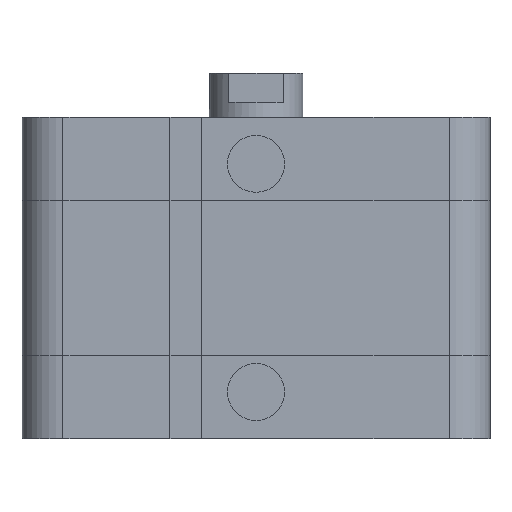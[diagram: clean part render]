
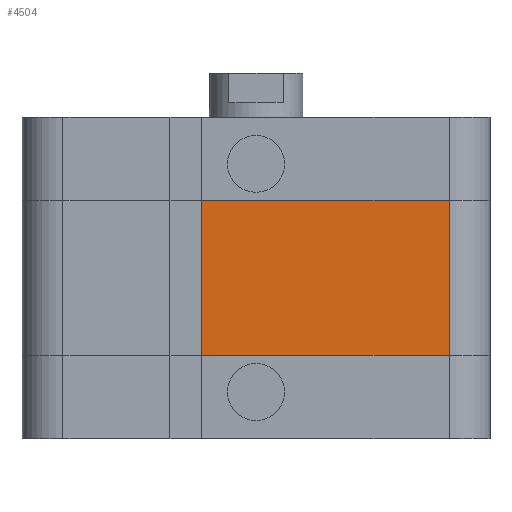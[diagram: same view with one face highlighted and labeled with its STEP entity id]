
A CAD part, left-side view. The second image highlights one B-rep face of the part: STEP entity #4504.
In plain terms, the highlighted planar face has unit normal (-1, 0, 0).
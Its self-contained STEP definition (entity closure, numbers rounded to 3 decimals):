
#216=LINE('',#6660,#776);
#217=LINE('',#6664,#777);
#218=LINE('',#6666,#778);
#219=LINE('',#6667,#779);
#776=VECTOR('',#5423,26.5);
#777=VECTOR('',#5428,42.25);
#778=VECTOR('',#5429,26.5);
#779=VECTOR('',#5430,42.25);
#1213=PLANE('',#4786);
#1495=FACE_OUTER_BOUND('',#1763,.T.);
#1763=EDGE_LOOP('',(#3550,#3551,#3552,#3553));
#2188=VERTEX_POINT('',#6657);
#2189=VERTEX_POINT('',#6659);
#2190=VERTEX_POINT('',#6663);
#2191=VERTEX_POINT('',#6665);
#2696=EDGE_CURVE('',#2188,#2189,#216,.T.);
#2698=EDGE_CURVE('',#2190,#2188,#217,.T.);
#2699=EDGE_CURVE('',#2190,#2191,#218,.T.);
#2700=EDGE_CURVE('',#2191,#2189,#219,.T.);
#3550=ORIENTED_EDGE('',*,*,#2698,.F.);
#3551=ORIENTED_EDGE('',*,*,#2699,.T.);
#3552=ORIENTED_EDGE('',*,*,#2700,.T.);
#3553=ORIENTED_EDGE('',*,*,#2696,.F.);
#4504=ADVANCED_FACE('',(#1495),#1213,.F.);
#4786=AXIS2_PLACEMENT_3D('',#6662,#5426,#5427);
#5423=DIRECTION('',(0.,0.,-1.));
#5426=DIRECTION('center_axis',(1.,0.,0.));
#5427=DIRECTION('ref_axis',(0.,1.,0.));
#5428=DIRECTION('',(0.,-1.,0.));
#5429=DIRECTION('',(0.,0.,-1.));
#5430=DIRECTION('',(0.,-1.,0.));
#6657=CARTESIAN_POINT('',(-42.652,-33.48,32.415));
#6659=CARTESIAN_POINT('',(-42.652,-33.48,5.915));
#6660=CARTESIAN_POINT('',(-42.652,-33.48,145.552));
#6662=CARTESIAN_POINT('Origin',(-42.652,8.77,145.552));
#6663=CARTESIAN_POINT('',(-42.652,8.77,32.415));
#6664=CARTESIAN_POINT('',(-42.652,8.77,32.415));
#6665=CARTESIAN_POINT('',(-42.652,8.77,5.915));
#6666=CARTESIAN_POINT('',(-42.652,8.77,145.552));
#6667=CARTESIAN_POINT('',(-42.652,8.77,5.915));
